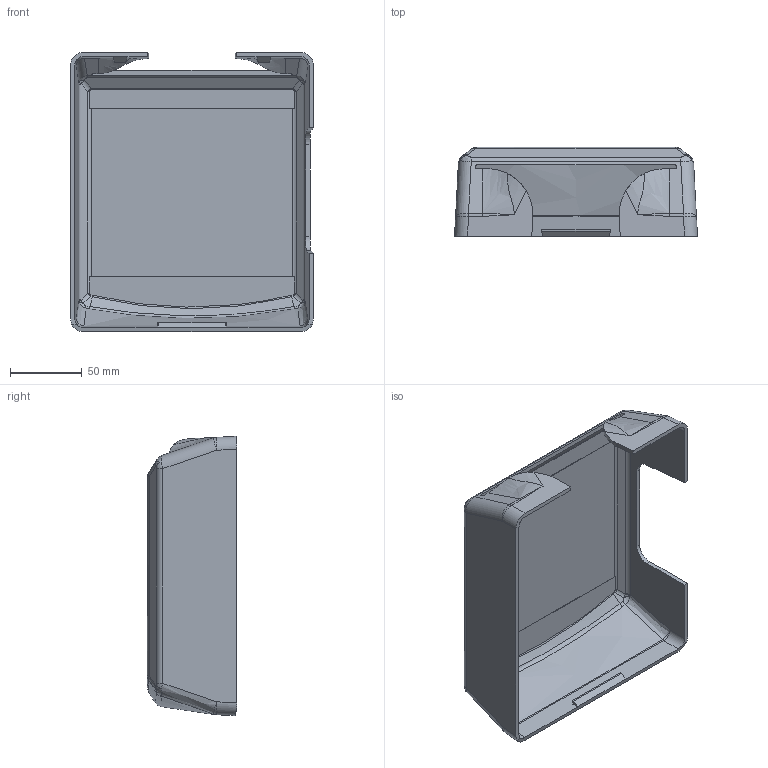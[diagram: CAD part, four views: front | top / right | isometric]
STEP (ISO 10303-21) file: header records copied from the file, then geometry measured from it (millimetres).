
FILE_DESCRIPTION((''),'2;1');
FILE_NAME('187875_ASM','2015-04-29T',('pdmadmin'),(''),'PRO/ENGINEER BY PARAMETRIC TECHNOLOGY CORPORATION, 2013230','PRO/ENGINEER BY PARAMETRIC TECHNOLOGY CORPORATION, 2013230','');
FILE_SCHEMA(('CONFIG_CONTROL_DESIGN'));
Length unit declared in the file: millimetre
Products named in the file (2): 184277; 187875_ASM
Assembly tree (1 placements, depth 2):
  187875_ASM
    184277
Bounding box: 168.95 x 62 x 194.37 mm (x, y, z)
Volume: 192781.4 mm3; surface area: 116976 mm2
Topology: 1 solids, 1 shells, 191 faces, 459 edges, 268 vertices
Faces by surface type: bspline 76, plane 55, cylinder 50, sphere 8, extrusion 2
Entity records: 9223 total; most frequent: CARTESIAN_POINT 5389, ORIENTED_EDGE 914, DIRECTION 589, EDGE_CURVE 457, VERTEX_POINT 268, AXIS2_PLACEMENT_3D 201, EDGE_LOOP 191, FACE_OUTER_BOUND 191
